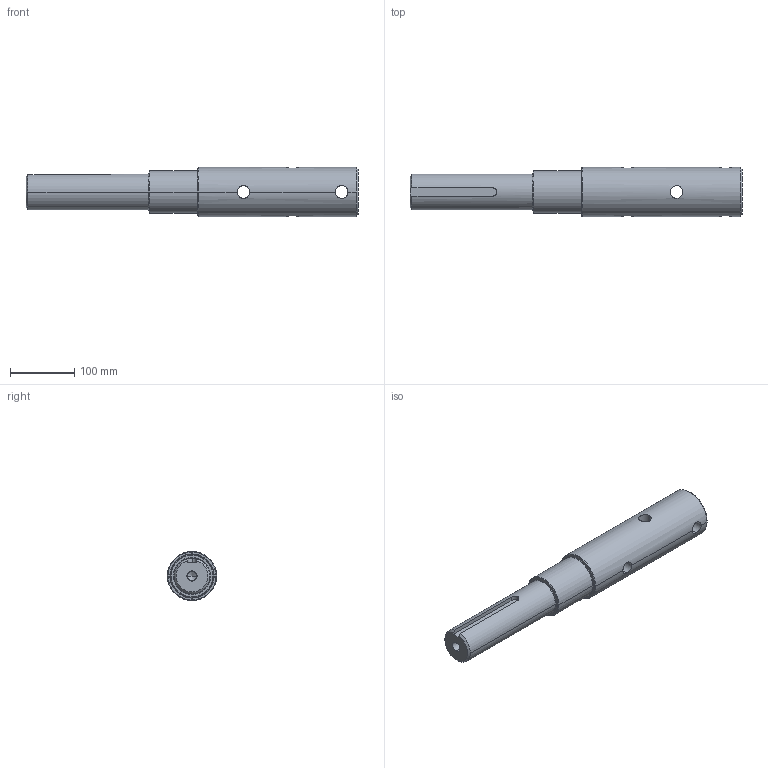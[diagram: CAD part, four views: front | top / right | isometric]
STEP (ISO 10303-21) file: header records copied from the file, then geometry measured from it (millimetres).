
FILE_DESCRIPTION (( 'STEP AP214' ), '1' );
FILE_NAME ('SMR3-CDS-48.step', '2016-11-22T21:13:32', ( '' ), ( '' ), 'SwSTEP 2.0', 'SolidWorks 2016', '' );
FILE_SCHEMA (( 'AUTOMOTIVE_DESIGN' ));
Length unit declared in the file: inch
Products named in the file (1): SMR3-CDS-48
Bounding box: 515.45 x 76.2 x 76.2 mm (x, y, z)
Volume: 1767659.2 mm3; surface area: 133495 mm2
Topology: 1 solids, 1 shells, 40 faces, 109 edges, 69 vertices
Faces by surface type: cylinder 18, bspline 8, plane 8, cone 6
Entity records: 1991 total; most frequent: CARTESIAN_POINT 1005, ORIENTED_EDGE 214, DIRECTION 181, EDGE_CURVE 107, AXIS2_PLACEMENT_3D 73, VERTEX_POINT 69, EDGE_LOOP 46, CIRCLE 40
